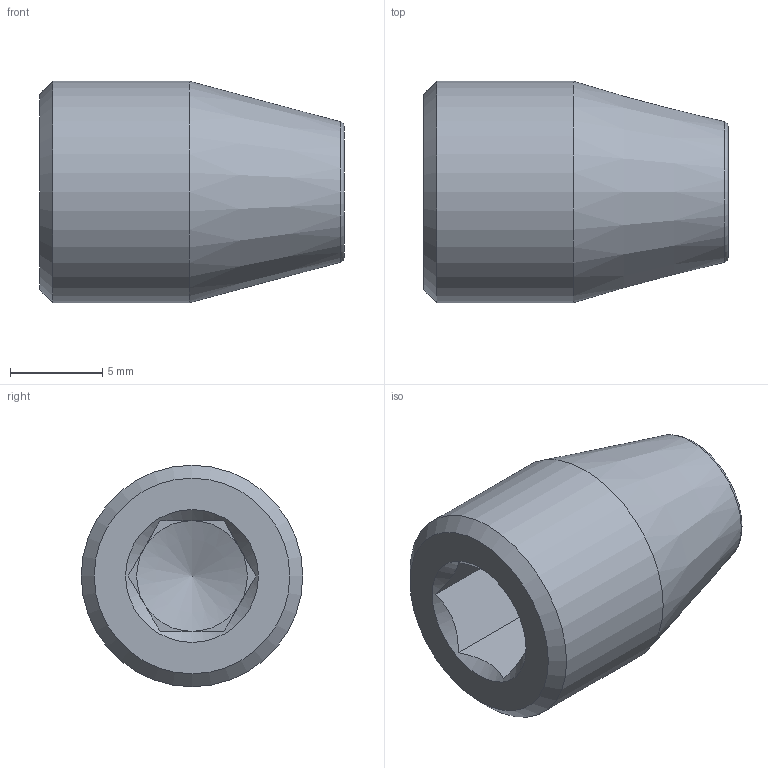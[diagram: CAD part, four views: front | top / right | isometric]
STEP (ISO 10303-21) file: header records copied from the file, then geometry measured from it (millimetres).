
FILE_DESCRIPTION (( 'STEP AP214' ), '1' );
FILE_NAME ('J00.100.012.017.STEP', '2022-05-19T09:12:54', ( '' ), ( '' ), 'SwSTEP 2.0', 'SolidWorks 2017', '' );
FILE_SCHEMA (( 'AUTOMOTIVE_DESIGN' ));
Length unit declared in the file: millimetre
Products named in the file (1): J00.100.012.017
Bounding box: 16.5 x 12 x 12 mm (x, y, z)
Volume: 1286.3 mm3; surface area: 872.3 mm2
Topology: 1 solids, 1 shells, 21 faces, 46 edges, 27 vertices
Faces by surface type: plane 14, cone 4, cylinder 2, torus 1
Full cylindrical faces by diameter (mm): 6 x1, 12 x1
Entity records: 615 total; most frequent: CARTESIAN_POINT 154, DIRECTION 88, ORIENTED_EDGE 74, EDGE_CURVE 37, AXIS2_PLACEMENT_3D 35, EDGE_LOOP 28, VERTEX_POINT 25, FACE_OUTER_BOUND 24
